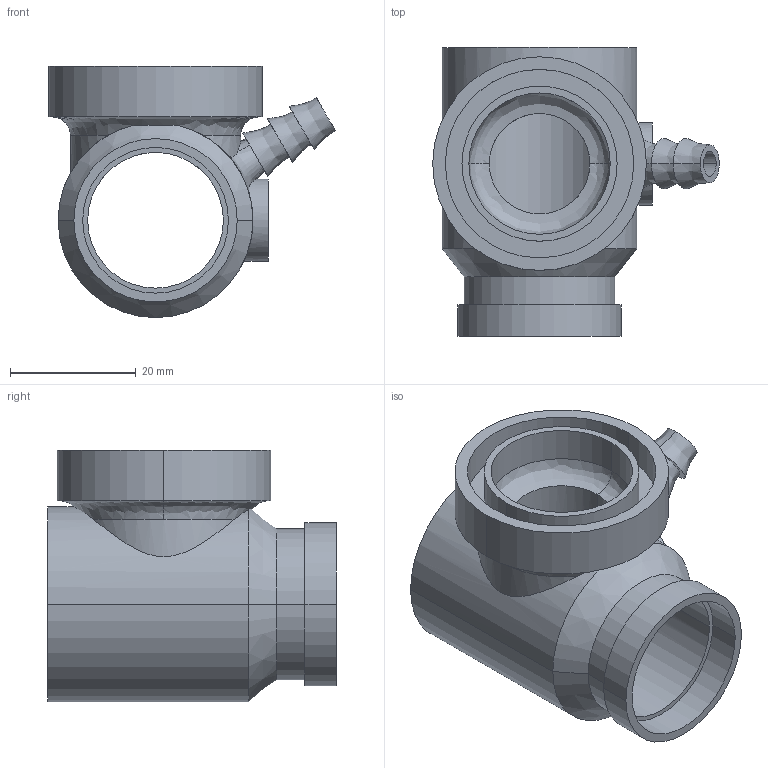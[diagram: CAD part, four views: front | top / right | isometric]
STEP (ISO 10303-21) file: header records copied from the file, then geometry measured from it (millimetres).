
FILE_DESCRIPTION (( 'STEP AP214' ), '1' );
FILE_NAME ('final_mount_flow_900.STEP', '2020-03-27T01:23:09', ( '' ), ( '' ), 'SwSTEP 2.0', 'SolidWorks 2016', '' );
FILE_SCHEMA (( 'AUTOMOTIVE_DESIGN' ));
Length unit declared in the file: millimetre
Products named in the file (1): final_mount_flow_900
Bounding box: 45.6 x 45.95 x 40 mm (x, y, z)
Volume: 16529.5 mm3; surface area: 12066.5 mm2
Topology: 1 solids, 1 shells, 63 faces, 156 edges, 101 vertices
Faces by surface type: cylinder 31, bspline 14, plane 14, cone 4
Entity records: 3398 total; most frequent: CARTESIAN_POINT 1931, ORIENTED_EDGE 312, DIRECTION 281, EDGE_CURVE 156, AXIS2_PLACEMENT_3D 124, VERTEX_POINT 101, EDGE_LOOP 77, CIRCLE 74
